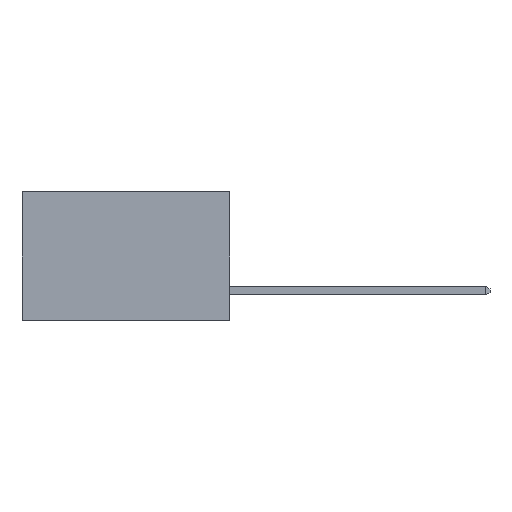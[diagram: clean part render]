
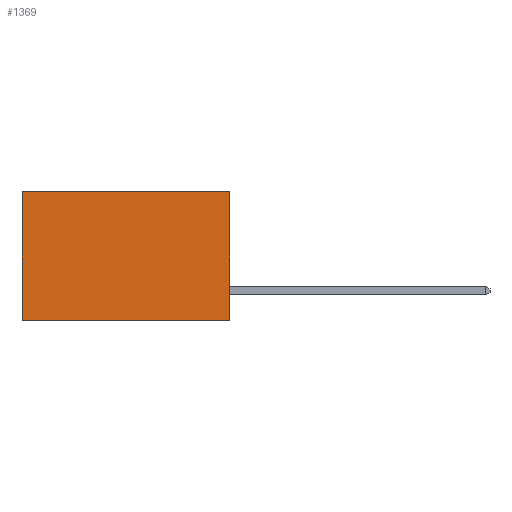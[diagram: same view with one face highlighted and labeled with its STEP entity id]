
A CAD part, left-side view. The second image highlights one B-rep face of the part: STEP entity #1369.
In plain terms, the highlighted planar face has unit normal (-1, 0, 0).
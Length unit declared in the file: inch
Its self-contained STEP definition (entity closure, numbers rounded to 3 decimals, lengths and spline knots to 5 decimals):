
#258 = LINE ( 'NONE', #11331, #9835 ) ;
#389 = PLANE ( 'NONE',  #7177 ) ;
#1025 = VERTEX_POINT ( 'NONE', #10948 ) ;
#1178 = VERTEX_POINT ( 'NONE', #6638 ) ;
#1369 = ADVANCED_FACE ( 'NONE', ( #8878 ), #389, .F. ) ;
#1560 = CARTESIAN_POINT ( 'NONE',  ( 0.2615, 0., 0. ) ) ;
#1736 = VERTEX_POINT ( 'NONE', #4639 ) ;
#2320 = DIRECTION ( 'NONE',  ( 0., 1., 0. ) ) ;
#2765 = DIRECTION ( 'NONE',  ( 1., 0., 0. ) ) ;
#4146 = VECTOR ( 'NONE', #2320, 39.37008 ) ;
#4196 = VECTOR ( 'NONE', #10008, 39.37008 ) ;
#4639 = CARTESIAN_POINT ( 'NONE',  ( 0.2615, 0.6, 0. ) ) ;
#4773 = ORIENTED_EDGE ( 'NONE', *, *, #6174, .T. ) ;
#4972 = CARTESIAN_POINT ( 'NONE',  ( 0.2615, 0.6, -0.37 ) ) ;
#5078 = DIRECTION ( 'NONE',  ( 0., 0., -1. ) ) ;
#5396 = DIRECTION ( 'NONE',  ( 0., 0., -1. ) ) ;
#5579 = ORIENTED_EDGE ( 'NONE', *, *, #6443, .F. ) ;
#5790 = VERTEX_POINT ( 'NONE', #1560 ) ;
#6174 = EDGE_CURVE ( 'NONE', #1736, #1025, #11083, .T. ) ;
#6209 = EDGE_LOOP ( 'NONE', ( #4773, #5579, #10376, #11504 ) ) ;
#6443 = EDGE_CURVE ( 'NONE', #1178, #1025, #258, .T. ) ;
#6507 = EDGE_CURVE ( 'NONE', #5790, #1178, #6928, .T. ) ;
#6638 = CARTESIAN_POINT ( 'NONE',  ( 0.2615, 0., -0.37 ) ) ;
#6696 = LINE ( 'NONE', #11301, #4146 ) ;
#6928 = LINE ( 'NONE', #9633, #4196 ) ;
#7134 = CARTESIAN_POINT ( 'NONE',  ( 0.2615, 0., -0.37 ) ) ;
#7177 = AXIS2_PLACEMENT_3D ( 'NONE', #7134, #2765, #5078 ) ;
#8878 = FACE_OUTER_BOUND ( 'NONE', #6209, .T. ) ;
#9633 = CARTESIAN_POINT ( 'NONE',  ( 0.2615, 0., -0.37 ) ) ;
#9835 = VECTOR ( 'NONE', #11445, 39.37008 ) ;
#10008 = DIRECTION ( 'NONE',  ( 0., 0., -1. ) ) ;
#10376 = ORIENTED_EDGE ( 'NONE', *, *, #6507, .F. ) ;
#10544 = VECTOR ( 'NONE', #5396, 39.37008 ) ;
#10705 = EDGE_CURVE ( 'NONE', #5790, #1736, #6696, .T. ) ;
#10948 = CARTESIAN_POINT ( 'NONE',  ( 0.2615, 0.6, -0.37 ) ) ;
#11083 = LINE ( 'NONE', #4972, #10544 ) ;
#11301 = CARTESIAN_POINT ( 'NONE',  ( 0.2615, 0., 0. ) ) ;
#11331 = CARTESIAN_POINT ( 'NONE',  ( 0.2615, 0., -0.37 ) ) ;
#11445 = DIRECTION ( 'NONE',  ( 0., 1., 0. ) ) ;
#11504 = ORIENTED_EDGE ( 'NONE', *, *, #10705, .T. ) ;
